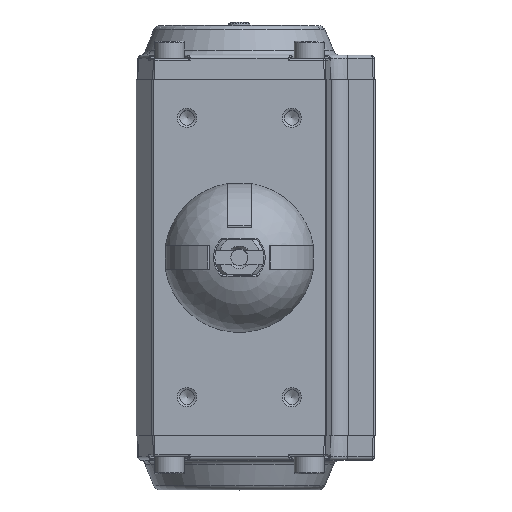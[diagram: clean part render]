
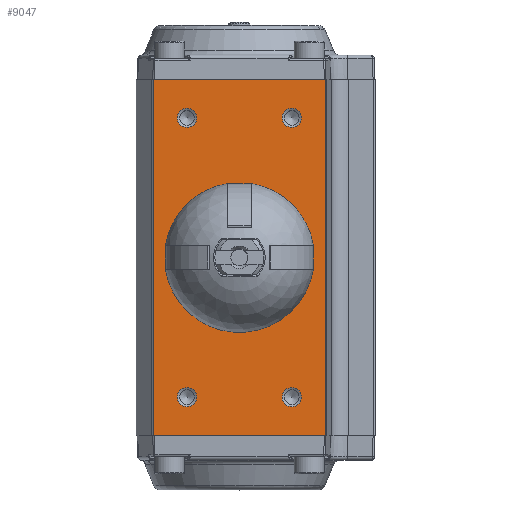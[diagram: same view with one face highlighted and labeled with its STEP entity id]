
A CAD part, top view. The second image highlights one B-rep face of the part: STEP entity #9047.
In plain terms, the highlighted planar face has unit normal (0, 0, 1).
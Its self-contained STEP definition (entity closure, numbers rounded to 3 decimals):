
#726=LINE('',#14939,#1380);
#742=LINE('',#15016,#1396);
#758=LINE('',#15065,#1412);
#759=LINE('',#15077,#1413);
#1380=VECTOR('',#11788,1000.);
#1396=VECTOR('',#11854,1000.);
#1412=VECTOR('',#11908,1000.);
#1413=VECTOR('',#11921,1000.);
#1906=PLANE('',#10282);
#2707=ORIENTED_EDGE('',*,*,#4989,.T.);
#2708=ORIENTED_EDGE('',*,*,#4990,.T.);
#2709=ORIENTED_EDGE('',*,*,#4991,.T.);
#2710=ORIENTED_EDGE('',*,*,#4992,.T.);
#2711=ORIENTED_EDGE('',*,*,#4993,.T.);
#2712=ORIENTED_EDGE('',*,*,#4927,.F.);
#2713=ORIENTED_EDGE('',*,*,#4988,.F.);
#2714=ORIENTED_EDGE('',*,*,#4966,.T.);
#2715=ORIENTED_EDGE('',*,*,#4994,.T.);
#4927=EDGE_CURVE('',#6253,#6254,#726,.T.);
#4966=EDGE_CURVE('',#6276,#6289,#742,.T.);
#4988=EDGE_CURVE('',#6276,#6253,#758,.T.);
#4989=EDGE_CURVE('',#6304,#6304,#7175,.T.);
#4990=EDGE_CURVE('',#6305,#6305,#7176,.T.);
#4991=EDGE_CURVE('',#6306,#6306,#7177,.T.);
#4992=EDGE_CURVE('',#6307,#6307,#7178,.T.);
#4993=EDGE_CURVE('',#6308,#6308,#7179,.T.);
#4994=EDGE_CURVE('',#6289,#6254,#759,.T.);
#6253=VERTEX_POINT('',#14938);
#6254=VERTEX_POINT('',#14940);
#6276=VERTEX_POINT('',#14988);
#6289=VERTEX_POINT('',#15015);
#6304=VERTEX_POINT('',#15068);
#6305=VERTEX_POINT('',#15070);
#6306=VERTEX_POINT('',#15072);
#6307=VERTEX_POINT('',#15074);
#6308=VERTEX_POINT('',#15076);
#7175=CIRCLE('',#10283,2.75);
#7176=CIRCLE('',#10284,2.75);
#7177=CIRCLE('',#10285,2.75);
#7178=CIRCLE('',#10286,2.75);
#7179=CIRCLE('',#10287,7.65);
#7627=EDGE_LOOP('',(#2707));
#7628=EDGE_LOOP('',(#2708));
#7629=EDGE_LOOP('',(#2709));
#7630=EDGE_LOOP('',(#2710));
#7631=EDGE_LOOP('',(#2711));
#7632=EDGE_LOOP('',(#2712,#2713,#2714,#2715));
#8319=FACE_BOUND('',#7627,.T.);
#8320=FACE_BOUND('',#7628,.T.);
#8321=FACE_BOUND('',#7629,.T.);
#8322=FACE_BOUND('',#7630,.T.);
#8323=FACE_BOUND('',#7631,.T.);
#8324=FACE_BOUND('',#7632,.T.);
#9047=ADVANCED_FACE('',(#8319,#8320,#8321,#8322,#8323,#8324),#1906,.T.);
#10282=AXIS2_PLACEMENT_3D('',#15066,#11909,#11910);
#10283=AXIS2_PLACEMENT_3D('',#15067,#11911,#11912);
#10284=AXIS2_PLACEMENT_3D('',#15069,#11913,#11914);
#10285=AXIS2_PLACEMENT_3D('',#15071,#11915,#11916);
#10286=AXIS2_PLACEMENT_3D('',#15073,#11917,#11918);
#10287=AXIS2_PLACEMENT_3D('',#15075,#11919,#11920);
#11788=DIRECTION('',(1.,0.,0.));
#11854=DIRECTION('',(1.,0.,0.));
#11908=DIRECTION('',(0.,1.,0.));
#11909=DIRECTION('',(0.,0.,1.));
#11910=DIRECTION('',(1.,0.,0.));
#11911=DIRECTION('',(0.,0.,-1.));
#11912=DIRECTION('',(0.,1.,0.));
#11913=DIRECTION('',(0.,0.,-1.));
#11914=DIRECTION('',(0.,1.,0.));
#11915=DIRECTION('',(0.,0.,-1.));
#11916=DIRECTION('',(0.,1.,0.));
#11917=DIRECTION('',(0.,0.,-1.));
#11918=DIRECTION('',(0.,1.,0.));
#11919=DIRECTION('',(0.,0.,-1.));
#11920=DIRECTION('',(1.,0.,0.));
#11921=DIRECTION('',(0.,1.,0.));
#14938=CARTESIAN_POINT('',(-24.561,51.,37.));
#14939=CARTESIAN_POINT('',(-24.561,51.,37.));
#14940=CARTESIAN_POINT('',(24.559,51.,37.));
#14988=CARTESIAN_POINT('',(-24.561,-51.,37.));
#15015=CARTESIAN_POINT('',(24.559,-51.,37.));
#15016=CARTESIAN_POINT('',(-24.561,-51.,37.));
#15065=CARTESIAN_POINT('',(-24.561,-51.,37.));
#15066=CARTESIAN_POINT('',(-24.561,-51.,37.));
#15067=CARTESIAN_POINT('',(15.,40.002,37.));
#15068=CARTESIAN_POINT('',(15.,42.752,37.));
#15069=CARTESIAN_POINT('',(-15.,40.002,37.));
#15070=CARTESIAN_POINT('',(-15.,42.752,37.));
#15071=CARTESIAN_POINT('',(15.,-39.998,37.));
#15072=CARTESIAN_POINT('',(15.,-37.248,37.));
#15073=CARTESIAN_POINT('',(-15.,-39.998,37.));
#15074=CARTESIAN_POINT('',(-15.,-37.248,37.));
#15075=CARTESIAN_POINT('',(0.,0.,37.));
#15076=CARTESIAN_POINT('',(7.65,0.,37.));
#15077=CARTESIAN_POINT('',(24.559,-51.,37.));
